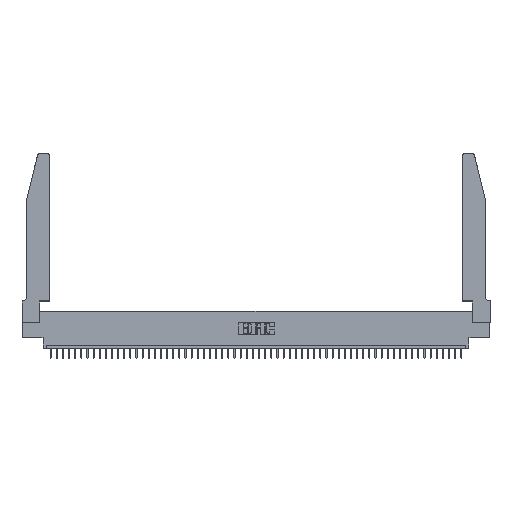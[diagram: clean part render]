
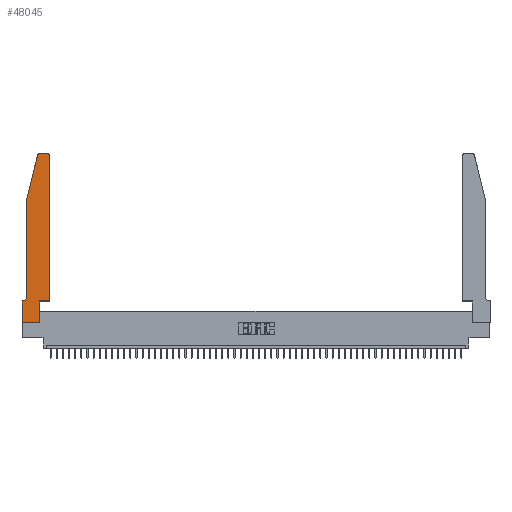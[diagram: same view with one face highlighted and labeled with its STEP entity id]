
A CAD part, top view. The second image highlights one B-rep face of the part: STEP entity #48045.
In plain terms, the highlighted planar face has unit normal (0, 0, 1).
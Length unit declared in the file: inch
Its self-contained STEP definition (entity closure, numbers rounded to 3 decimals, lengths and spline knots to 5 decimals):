
#993 = EDGE_CURVE ( 'NONE', #33568, #14711, #36040, .T. ) ;
#1420 = EDGE_LOOP ( 'NONE', ( #15654, #11242, #49209, #3380, #8494, #36962, #15312, #18612, #11779, #4472, #19448, #19581 ) ) ;
#1681 = CARTESIAN_POINT ( 'NONE',  ( 0.0755, 2., 0.37 ) ) ;
#2151 = LINE ( 'NONE', #1681, #51107 ) ;
#2247 = DIRECTION ( 'NONE',  ( 0., -1., 0. ) ) ;
#3380 = ORIENTED_EDGE ( 'NONE', *, *, #41418, .T. ) ;
#3586 = DIRECTION ( 'NONE',  ( 0., 0., 1. ) ) ;
#4472 = ORIENTED_EDGE ( 'NONE', *, *, #17474, .T. ) ;
#4756 = EDGE_CURVE ( 'NONE', #14711, #12671, #14438, .T. ) ;
#5229 = CARTESIAN_POINT ( 'NONE',  ( 0.25487, 2.72718, 0.37 ) ) ;
#5364 = DIRECTION ( 'NONE',  ( -1., 0., 0. ) ) ;
#5472 = VECTOR ( 'NONE', #5364, 39.37008 ) ;
#8494 = ORIENTED_EDGE ( 'NONE', *, *, #993, .T. ) ;
#8516 = CARTESIAN_POINT ( 'NONE',  ( 0.2865, 0., 0.37 ) ) ;
#8745 = CARTESIAN_POINT ( 'NONE',  ( 0.284, 2.75, 0.37 ) ) ;
#9818 = VERTEX_POINT ( 'NONE', #21030 ) ;
#9827 = CARTESIAN_POINT ( 'NONE',  ( 0.2605, 2.75, 0.37 ) ) ;
#10966 = LINE ( 'NONE', #47854, #51660 ) ;
#11242 = ORIENTED_EDGE ( 'NONE', *, *, #34035, .T. ) ;
#11502 = CARTESIAN_POINT ( 'NONE',  ( 0.4505, 0.35, 0.37 ) ) ;
#11779 = ORIENTED_EDGE ( 'NONE', *, *, #12387, .T. ) ;
#12387 = EDGE_CURVE ( 'NONE', #15443, #30069, #10966, .T. ) ;
#12671 = VERTEX_POINT ( 'NONE', #14288 ) ;
#13515 = CARTESIAN_POINT ( 'NONE',  ( 0.0755, 0.35, 0.37 ) ) ;
#14288 = CARTESIAN_POINT ( 'NONE',  ( 0., 0.35, 0.37 ) ) ;
#14438 = LINE ( 'NONE', #13515, #52577 ) ;
#14711 = VERTEX_POINT ( 'NONE', #24895 ) ;
#14922 = CARTESIAN_POINT ( 'NONE',  ( 0.0055, 0.42, 0.37 ) ) ;
#15189 = DIRECTION ( 'NONE',  ( -1., 0., 0. ) ) ;
#15312 = ORIENTED_EDGE ( 'NONE', *, *, #23088, .T. ) ;
#15352 = CARTESIAN_POINT ( 'NONE',  ( 0.4205, 2.72, 0.37 ) ) ;
#15443 = VERTEX_POINT ( 'NONE', #8516 ) ;
#15654 = ORIENTED_EDGE ( 'NONE', *, *, #45543, .T. ) ;
#16791 = CARTESIAN_POINT ( 'NONE',  ( 0.2865, 0.35, 0.37 ) ) ;
#16878 = VECTOR ( 'NONE', #44257, 39.37008 ) ;
#17474 = EDGE_CURVE ( 'NONE', #30069, #31113, #43735, .T. ) ;
#18371 = EDGE_CURVE ( 'NONE', #9818, #15443, #46677, .T. ) ;
#18612 = ORIENTED_EDGE ( 'NONE', *, *, #18371, .T. ) ;
#19448 = ORIENTED_EDGE ( 'NONE', *, *, #30465, .T. ) ;
#19581 = ORIENTED_EDGE ( 'NONE', *, *, #40184, .T. ) ;
#19963 = DIRECTION ( 'NONE',  ( 0., 0., 1. ) ) ;
#21030 = CARTESIAN_POINT ( 'NONE',  ( 0., 0., 0.37 ) ) ;
#21110 = CARTESIAN_POINT ( 'NONE',  ( 0.4205, 2.75, 0.37 ) ) ;
#23088 = EDGE_CURVE ( 'NONE', #12671, #9818, #37483, .T. ) ;
#23126 = AXIS2_PLACEMENT_3D ( 'NONE', #27106, #19963, #35981 ) ;
#23363 = AXIS2_PLACEMENT_3D ( 'NONE', #15352, #3586, #39759 ) ;
#23566 = VERTEX_POINT ( 'NONE', #8745 ) ;
#23996 = CARTESIAN_POINT ( 'NONE',  ( 0., 0., 0.37 ) ) ;
#24250 = LINE ( 'NONE', #38249, #45834 ) ;
#24895 = CARTESIAN_POINT ( 'NONE',  ( 0.0055, 0.35, 0.37 ) ) ;
#25556 = DIRECTION ( 'NONE',  ( 1., 0., 0. ) ) ;
#26114 = CARTESIAN_POINT ( 'NONE',  ( 0., 0.35, 0.37 ) ) ;
#27106 = CARTESIAN_POINT ( 'NONE',  ( 0.284, 2.72, 0.37 ) ) ;
#27283 = DIRECTION ( 'NONE',  ( 0., 1., 0. ) ) ;
#28935 = VERTEX_POINT ( 'NONE', #30006 ) ;
#29339 = AXIS2_PLACEMENT_3D ( 'NONE', #26114, #42676, #38046 ) ;
#29435 = AXIS2_PLACEMENT_3D ( 'NONE', #14922, #38949, #47073 ) ;
#30006 = CARTESIAN_POINT ( 'NONE',  ( 0.4505, 2.72, 0.37 ) ) ;
#30069 = VERTEX_POINT ( 'NONE', #16791 ) ;
#30465 = EDGE_CURVE ( 'NONE', #31113, #28935, #52469, .T. ) ;
#31113 = VERTEX_POINT ( 'NONE', #35000 ) ;
#31514 = VECTOR ( 'NONE', #45873, 39.37008 ) ;
#32530 = DIRECTION ( 'NONE',  ( 0., -1., 0. ) ) ;
#33463 = CARTESIAN_POINT ( 'NONE',  ( 0.0755, 0.42, 0.37 ) ) ;
#33568 = VERTEX_POINT ( 'NONE', #33463 ) ;
#33605 = VECTOR ( 'NONE', #32530, 39.37008 ) ;
#34035 = EDGE_CURVE ( 'NONE', #23566, #49637, #41860, .T. ) ;
#35000 = CARTESIAN_POINT ( 'NONE',  ( 0.4505, 0.35, 0.37 ) ) ;
#35981 = DIRECTION ( 'NONE',  ( 1., 0., 0. ) ) ;
#36040 = CIRCLE ( 'NONE', #29435, 0.07 ) ;
#36829 = CIRCLE ( 'NONE', #23363, 0.03 ) ;
#36962 = ORIENTED_EDGE ( 'NONE', *, *, #4756, .T. ) ;
#37483 = LINE ( 'NONE', #23996, #33605 ) ;
#38046 = DIRECTION ( 'NONE',  ( 1., 0., 0. ) ) ;
#38249 = CARTESIAN_POINT ( 'NONE',  ( 0.0755, 2., 0.37 ) ) ;
#38376 = CARTESIAN_POINT ( 'NONE',  ( 0., 0., 0.37 ) ) ;
#38592 = PLANE ( 'NONE',  #29339 ) ;
#38840 = EDGE_CURVE ( 'NONE', #49637, #49183, #24250, .T. ) ;
#38949 = DIRECTION ( 'NONE',  ( 0., 0., -1. ) ) ;
#39083 = FACE_OUTER_BOUND ( 'NONE', #1420, .T. ) ;
#39759 = DIRECTION ( 'NONE',  ( 1., 0., 0. ) ) ;
#40184 = EDGE_CURVE ( 'NONE', #28935, #41131, #36829, .T. ) ;
#41131 = VERTEX_POINT ( 'NONE', #21110 ) ;
#41418 = EDGE_CURVE ( 'NONE', #49183, #33568, #2151, .T. ) ;
#41860 = CIRCLE ( 'NONE', #23126, 0.03 ) ;
#42501 = DIRECTION ( 'NONE',  ( -0.239, -0.971, 0. ) ) ;
#42676 = DIRECTION ( 'NONE',  ( 0., 0., 1. ) ) ;
#42915 = CARTESIAN_POINT ( 'NONE',  ( 0.0755, 2., 0.37 ) ) ;
#43735 = LINE ( 'NONE', #11502, #16878 ) ;
#44257 = DIRECTION ( 'NONE',  ( 1., 0., 0. ) ) ;
#45437 = VECTOR ( 'NONE', #25556, 39.37008 ) ;
#45543 = EDGE_CURVE ( 'NONE', #41131, #23566, #51343, .T. ) ;
#45834 = VECTOR ( 'NONE', #42501, 39.37008 ) ;
#45873 = DIRECTION ( 'NONE',  ( 0., 1., 0. ) ) ;
#46677 = LINE ( 'NONE', #38376, #45437 ) ;
#47073 = DIRECTION ( 'NONE',  ( -1., 0., 0. ) ) ;
#47854 = CARTESIAN_POINT ( 'NONE',  ( 0.2865, 0.35, 0.37 ) ) ;
#48045 = ADVANCED_FACE ( 'NONE', ( #39083 ), #38592, .T. ) ;
#49183 = VERTEX_POINT ( 'NONE', #42915 ) ;
#49209 = ORIENTED_EDGE ( 'NONE', *, *, #38840, .T. ) ;
#49557 = CARTESIAN_POINT ( 'NONE',  ( 0.4505, 0.35, 0.37 ) ) ;
#49637 = VERTEX_POINT ( 'NONE', #5229 ) ;
#51107 = VECTOR ( 'NONE', #2247, 39.37008 ) ;
#51343 = LINE ( 'NONE', #9827, #5472 ) ;
#51660 = VECTOR ( 'NONE', #27283, 39.37008 ) ;
#52469 = LINE ( 'NONE', #49557, #31514 ) ;
#52577 = VECTOR ( 'NONE', #15189, 39.37008 ) ;
